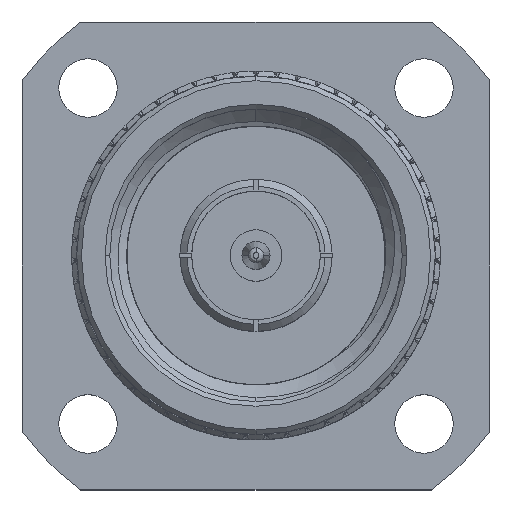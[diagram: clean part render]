
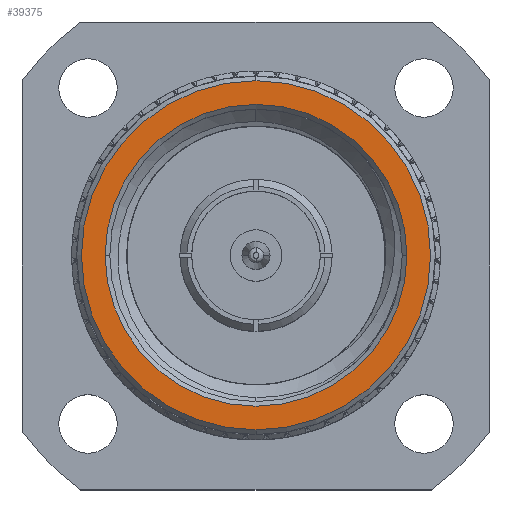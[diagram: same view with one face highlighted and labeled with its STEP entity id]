
A CAD part, top view. The second image highlights one B-rep face of the part: STEP entity #39375.
In plain terms, the highlighted planar face has unit normal (0, 0, 1).
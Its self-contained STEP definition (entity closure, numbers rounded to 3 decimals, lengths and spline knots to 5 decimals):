
#1692 = EDGE_CURVE ( 'NONE', #120070, #21007, #14778, .T. ) ;
#4560 = AXIS2_PLACEMENT_3D ( 'NONE', #183781, #84454, #170396 ) ;
#14778 = CIRCLE ( 'NONE', #54444, 0.3225 ) ;
#17228 = VERTEX_POINT ( 'NONE', #149793 ) ;
#18032 = PLANE ( 'NONE',  #178747 ) ;
#21007 = VERTEX_POINT ( 'NONE', #39892 ) ;
#26208 = EDGE_CURVE ( 'NONE', #17228, #49360, #129704, .T. ) ;
#29097 = EDGE_LOOP ( 'NONE', ( #38675, #112189 ) ) ;
#38675 = ORIENTED_EDGE ( 'NONE', *, *, #26208, .T. ) ;
#39375 = ADVANCED_FACE ( 'NONE', ( #176506, #103945 ), #18032, .T. ) ;
#39892 = CARTESIAN_POINT ( 'NONE',  ( 0.3225, 0., 0.825 ) ) ;
#43981 = CARTESIAN_POINT ( 'NONE',  ( 0., -0.37309, 0.825 ) ) ;
#44961 = DIRECTION ( 'NONE',  ( 1., 0., 0. ) ) ;
#45286 = CIRCLE ( 'NONE', #158053, 0.3225 ) ;
#49360 = VERTEX_POINT ( 'NONE', #43981 ) ;
#54444 = AXIS2_PLACEMENT_3D ( 'NONE', #146261, #160537, #44961 ) ;
#62916 = CARTESIAN_POINT ( 'NONE',  ( 0., 0.38309, 0.825 ) ) ;
#77350 = EDGE_CURVE ( 'NONE', #21007, #120070, #45286, .T. ) ;
#84454 = DIRECTION ( 'NONE',  ( 0., 0., 1. ) ) ;
#84667 = DIRECTION ( 'NONE',  ( 1., 0., 0. ) ) ;
#87181 = ORIENTED_EDGE ( 'NONE', *, *, #1692, .T. ) ;
#94755 = EDGE_LOOP ( 'NONE', ( #185200, #87181 ) ) ;
#97098 = DIRECTION ( 'NONE',  ( 0., 0., -1. ) ) ;
#98566 = CARTESIAN_POINT ( 'NONE',  ( 0., 0., 0.825 ) ) ;
#103945 = FACE_OUTER_BOUND ( 'NONE', #29097, .T. ) ;
#112189 = ORIENTED_EDGE ( 'NONE', *, *, #184003, .T. ) ;
#112869 = DIRECTION ( 'NONE',  ( 0., 0., 1. ) ) ;
#115988 = CIRCLE ( 'NONE', #149632, 0.37309 ) ;
#120070 = VERTEX_POINT ( 'NONE', #155290 ) ;
#129704 = CIRCLE ( 'NONE', #4560, 0.37309 ) ;
#146261 = CARTESIAN_POINT ( 'NONE',  ( 0., 0., 0.825 ) ) ;
#149632 = AXIS2_PLACEMENT_3D ( 'NONE', #98566, #112869, #171134 ) ;
#149793 = CARTESIAN_POINT ( 'NONE',  ( 0., 0.37309, 0.825 ) ) ;
#155290 = CARTESIAN_POINT ( 'NONE',  ( -0.3225, 0., 0.825 ) ) ;
#157253 = CARTESIAN_POINT ( 'NONE',  ( 0., 0., 0.825 ) ) ;
#158053 = AXIS2_PLACEMENT_3D ( 'NONE', #157253, #97098, #84667 ) ;
#160329 = DIRECTION ( 'NONE',  ( 0., 0., 1. ) ) ;
#160537 = DIRECTION ( 'NONE',  ( 0., 0., -1. ) ) ;
#162202 = DIRECTION ( 'NONE',  ( 0., -1., 0. ) ) ;
#170396 = DIRECTION ( 'NONE',  ( 0., 1., 0. ) ) ;
#171134 = DIRECTION ( 'NONE',  ( 0., 1., 0. ) ) ;
#176506 = FACE_BOUND ( 'NONE', #94755, .T. ) ;
#178747 = AXIS2_PLACEMENT_3D ( 'NONE', #62916, #160329, #162202 ) ;
#183781 = CARTESIAN_POINT ( 'NONE',  ( 0., 0., 0.825 ) ) ;
#184003 = EDGE_CURVE ( 'NONE', #49360, #17228, #115988, .T. ) ;
#185200 = ORIENTED_EDGE ( 'NONE', *, *, #77350, .T. ) ;
